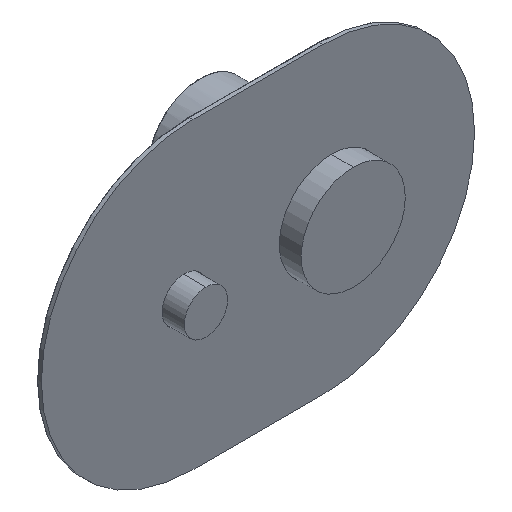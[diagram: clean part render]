
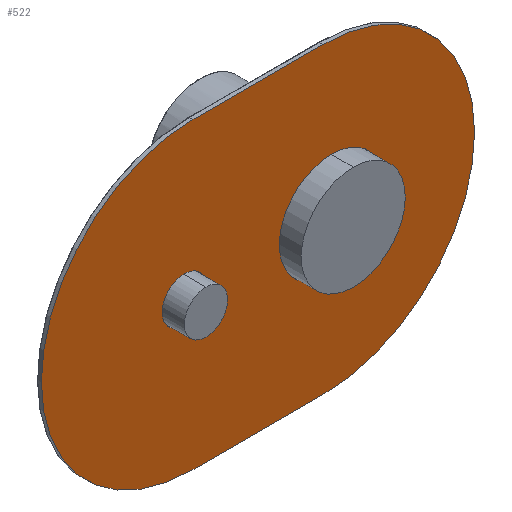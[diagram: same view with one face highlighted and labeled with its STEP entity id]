
A CAD part, isometric view. The second image highlights one B-rep face of the part: STEP entity #522.
In plain terms, the highlighted planar face has unit normal (0, -1, 0).
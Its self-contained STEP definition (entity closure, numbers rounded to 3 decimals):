
#133=DIRECTION('',(-1.,0.,0.));
#134=VECTOR('',#133,60.);
#135=CARTESIAN_POINT('',(30.,0.,-70.));
#136=LINE('',#135,#134);
#137=CARTESIAN_POINT('',(-30.,0.,0.));
#138=DIRECTION('',(0.,1.,0.));
#139=DIRECTION('',(0.,0.,-1.));
#140=AXIS2_PLACEMENT_3D('',#137,#138,#139);
#142=CARTESIAN_POINT('',(-30.,0.,0.));
#143=DIRECTION('',(0.,1.,0.));
#144=DIRECTION('',(-1.,0.,0.));
#145=AXIS2_PLACEMENT_3D('',#142,#143,#144);
#147=DIRECTION('',(1.,0.,0.));
#148=VECTOR('',#147,60.);
#149=CARTESIAN_POINT('',(-30.,0.,70.));
#150=LINE('',#149,#148);
#151=CARTESIAN_POINT('',(30.,0.,0.));
#152=DIRECTION('',(0.,1.,0.));
#153=DIRECTION('',(0.,0.,1.));
#154=AXIS2_PLACEMENT_3D('',#151,#152,#153);
#156=CARTESIAN_POINT('',(30.,0.,0.));
#157=DIRECTION('',(0.,1.,0.));
#158=DIRECTION('',(1.,0.,0.));
#159=AXIS2_PLACEMENT_3D('',#156,#157,#158);
#161=CARTESIAN_POINT('',(34.,0.,0.));
#162=DIRECTION('',(0.,-1.,0.));
#163=DIRECTION('',(0.,0.,1.));
#164=AXIS2_PLACEMENT_3D('',#161,#162,#163);
#166=CARTESIAN_POINT('',(34.,0.,0.));
#167=DIRECTION('',(0.,-1.,0.));
#168=DIRECTION('',(0.,0.,-1.));
#169=AXIS2_PLACEMENT_3D('',#166,#167,#168);
#171=CARTESIAN_POINT('',(-34.,0.,0.));
#172=DIRECTION('',(0.,-1.,0.));
#173=DIRECTION('',(0.,0.,1.));
#174=AXIS2_PLACEMENT_3D('',#171,#172,#173);
#176=CARTESIAN_POINT('',(-34.,0.,0.));
#177=DIRECTION('',(0.,-1.,0.));
#178=DIRECTION('',(0.,0.,-1.));
#179=AXIS2_PLACEMENT_3D('',#176,#177,#178);
#297=CARTESIAN_POINT('',(-30.,0.,70.));
#298=VERTEX_POINT('',#297);
#299=CARTESIAN_POINT('',(-100.,0.,0.));
#300=VERTEX_POINT('',#299);
#301=CARTESIAN_POINT('',(-30.,0.,-70.));
#302=VERTEX_POINT('',#301);
#303=CARTESIAN_POINT('',(30.,0.,70.));
#304=VERTEX_POINT('',#303);
#305=CARTESIAN_POINT('',(30.,0.,-70.));
#306=VERTEX_POINT('',#305);
#307=CARTESIAN_POINT('',(100.,0.,0.));
#308=VERTEX_POINT('',#307);
#309=CARTESIAN_POINT('',(34.,0.,24.15));
#310=CARTESIAN_POINT('',(34.,0.,-24.15));
#311=VERTEX_POINT('',#309);
#312=VERTEX_POINT('',#310);
#313=CARTESIAN_POINT('',(-34.,0.,10.3));
#314=CARTESIAN_POINT('',(-34.,0.,-10.3));
#315=VERTEX_POINT('',#313);
#316=VERTEX_POINT('',#314);
#497=CARTESIAN_POINT('',(0.,0.,0.));
#498=DIRECTION('',(0.,1.,0.));
#499=DIRECTION('',(1.,0.,0.));
#500=AXIS2_PLACEMENT_3D('',#497,#498,#499);
#501=PLANE('',#500);
#502=ORIENTED_EDGE('',*,*,#491,.T.);
#503=ORIENTED_EDGE('',*,*,#446,.T.);
#504=ORIENTED_EDGE('',*,*,#444,.T.);
#505=ORIENTED_EDGE('',*,*,#461,.T.);
#506=ORIENTED_EDGE('',*,*,#478,.T.);
#507=ORIENTED_EDGE('',*,*,#476,.T.);
#508=EDGE_LOOP('',(#502,#503,#504,#505,#506,#507));
#509=FACE_OUTER_BOUND('',#508,.F.);
#511=ORIENTED_EDGE('',*,*,#510,.T.);
#513=ORIENTED_EDGE('',*,*,#512,.T.);
#514=EDGE_LOOP('',(#511,#513));
#515=FACE_BOUND('',#514,.F.);
#517=ORIENTED_EDGE('',*,*,#516,.T.);
#519=ORIENTED_EDGE('',*,*,#518,.T.);
#520=EDGE_LOOP('',(#517,#519));
#521=FACE_BOUND('',#520,.F.);
#522=ADVANCED_FACE('',(#509,#515,#521),#501,.F.);
#141=CIRCLE('',#140,70.);
#146=CIRCLE('',#145,70.);
#155=CIRCLE('',#154,70.);
#160=CIRCLE('',#159,70.);
#165=CIRCLE('',#164,24.15);
#170=CIRCLE('',#169,24.15);
#175=CIRCLE('',#174,10.3);
#180=CIRCLE('',#179,10.3);
#444=EDGE_CURVE('',#300,#298,#146,.T.);
#446=EDGE_CURVE('',#302,#300,#141,.T.);
#461=EDGE_CURVE('',#298,#304,#150,.T.);
#476=EDGE_CURVE('',#308,#306,#160,.T.);
#478=EDGE_CURVE('',#304,#308,#155,.T.);
#491=EDGE_CURVE('',#306,#302,#136,.T.);
#510=EDGE_CURVE('',#311,#312,#165,.T.);
#512=EDGE_CURVE('',#312,#311,#170,.T.);
#516=EDGE_CURVE('',#315,#316,#175,.T.);
#518=EDGE_CURVE('',#316,#315,#180,.T.);
